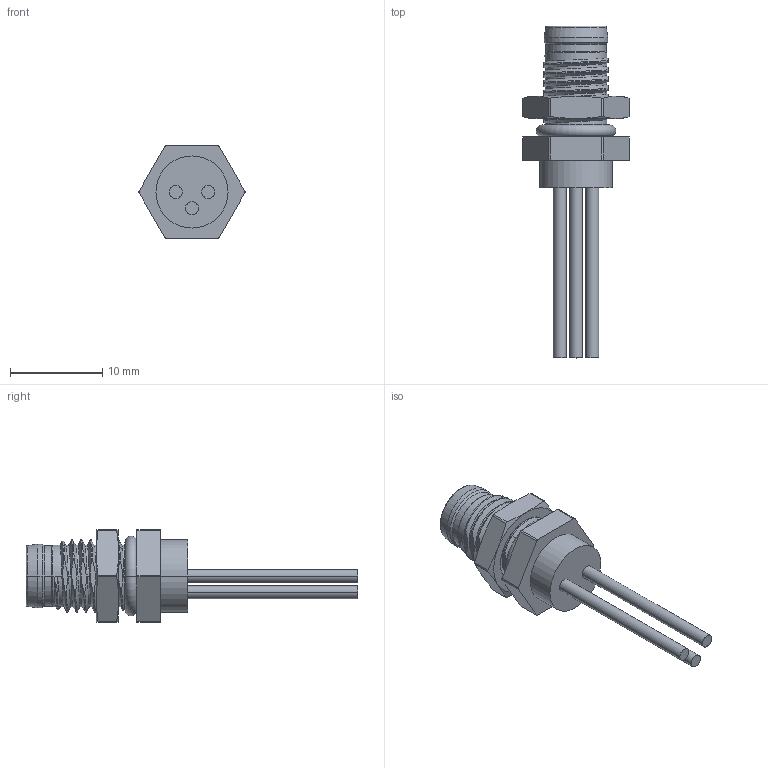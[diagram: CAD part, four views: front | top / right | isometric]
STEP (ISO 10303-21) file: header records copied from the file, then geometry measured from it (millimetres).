
FILE_DESCRIPTION((''),'2;1');
FILE_NAME('M8-MC03-BKR-M8-W0_25_SW0001','2017-05-31T',('tc.chen'),(''),'PRO/ENGINEER BY PARAMETRIC TECHNOLOGY CORPORATION, 2012480','PRO/ENGINEER BY PARAMETRIC TECHNOLOGY CORPORATION, 2012480','');
FILE_SCHEMA(('AUTOMOTIVE_DESIGN { 1 0 10303 214 1 1 1 1 }'));
Length unit declared in the file: millimetre
Products named in the file (1): M8-MC03-BKR-M8-W0_25_SW0001
Bounding box: 11.49 x 35.9 x 10 mm (x, y, z)
Volume: 898.3 mm3; surface area: 1601.3 mm2
Topology: 2 solids, 3 shells, 185 faces, 450 edges, 276 vertices
Faces by surface type: cylinder 70, plane 40, bspline 33, cone 30, torus 6, sphere 6
Entity records: 10749 total; most frequent: CARTESIAN_POINT 6324, ORIENTED_EDGE 888, DIRECTION 716, EDGE_CURVE 444, AXIS2_PLACEMENT_3D 281, VERTEX_POINT 276, EDGE_LOOP 200, FACE_OUTER_BOUND 185
